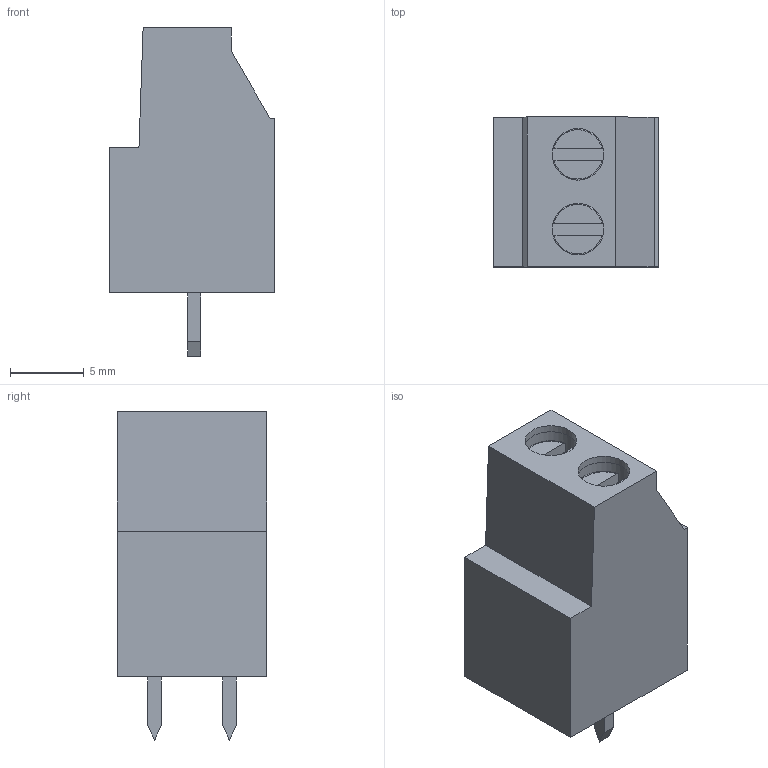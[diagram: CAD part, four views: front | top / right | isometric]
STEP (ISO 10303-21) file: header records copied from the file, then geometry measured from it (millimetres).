
FILE_DESCRIPTION(/* description */ ('Unknown'),/* implementation_level */ '2;1');
FILE_NAME(/* name */ 'ECD2_3D_SOLID',/* time_stamp */ '2025-02-03T10:06:02+06:00',/* author */ ('Unknown'),/* organization */ ('Unknown'),/* preprocessor_version */ 'ST-DEVELOPER v16.7',/* originating_system */ 'Solid Edge',/* authorisation */ 'Unknown');
FILE_SCHEMA (('AUTOMOTIVE_DESIGN {1 0 10303 214 3 1 1}'));
Length unit declared in the file: millimetre
Products named in the file (1): ECD2_3D_SOLID
Bounding box: 11.2 x 10.16 x 22.3 mm (x, y, z)
Volume: 1564.1 mm3; surface area: 1926.5 mm2
Topology: 1 solids, 1 shells, 263 faces, 813 edges, 538 vertices
Faces by surface type: plane 221, cylinder 34, torus 6, cone 2
Full cylindrical faces by diameter (mm): 2.1 x2, 3 x2, 3.5 x2, 3.75 x2, 3.9 x2
Entity records: 10767 total; most frequent: CARTESIAN_POINT 1609, ORIENTED_EDGE 1582, DIRECTION 1397, EDGE_CURVE 791, LINE 697, VECTOR 697, VERTEX_POINT 530, AXIS2_PLACEMENT_3D 350
